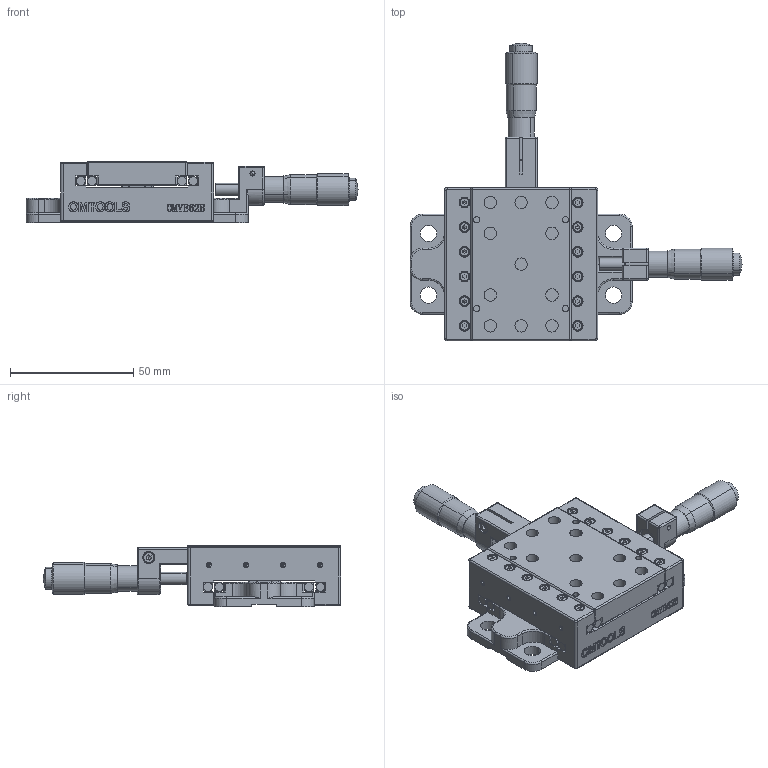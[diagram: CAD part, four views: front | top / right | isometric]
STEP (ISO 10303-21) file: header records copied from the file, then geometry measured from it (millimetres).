
FILE_DESCRIPTION (( 'STEP AP203' ), '1' );
FILE_NAME ('淕极宒忒雄す痄怢OMYE62B.STEP', '2021-06-11T01:52:18', ( '' ), ( '' ), 'SwSTEP 2.0', 'SolidWorks 2018', '' );
FILE_SCHEMA (( 'CONFIG_CONTROL_DESIGN' ));
Length unit declared in the file: millimetre
Products named in the file (1): 淕极宒忒雄す痄怢OMYE62B
Bounding box: 134.5 x 120.5 x 25 mm (x, y, z)
Surface area: 44244.2 mm2 (no closed solid volume)
Topology: 0 solids, 66 shells, 932 faces, 3071 edges, 2134 vertices
Faces by surface type: plane 445, cylinder 298, bspline 89, torus 52, cone 30, sphere 18
Entity records: 36314 total; most frequent: CARTESIAN_POINT 10027, DIRECTION 5297, ORIENTED_EDGE 4925, EDGE_CURVE 3043, VERTEX_POINT 2134, LINE 1841, VECTOR 1841, AXIS2_PLACEMENT_3D 1728
